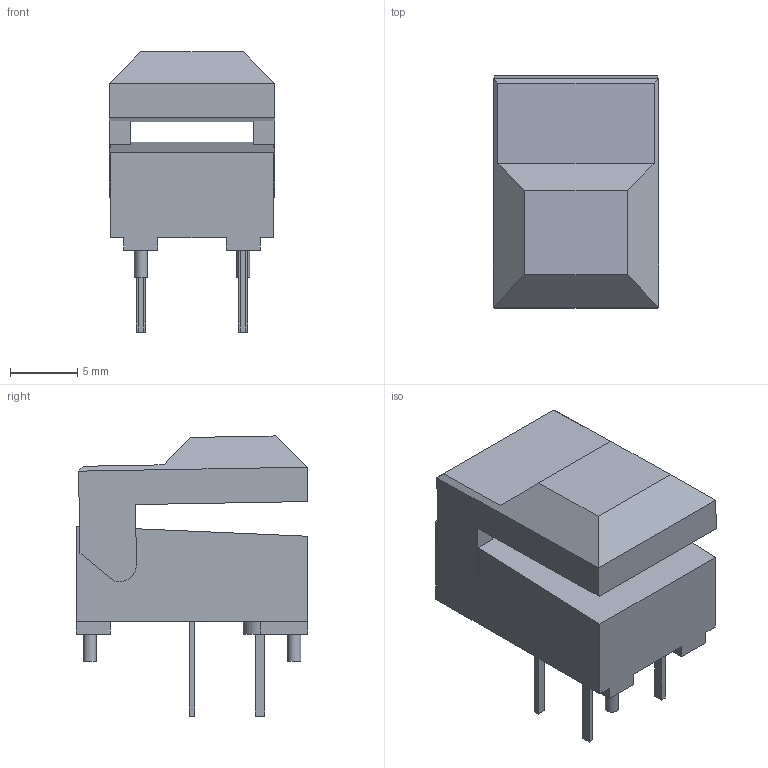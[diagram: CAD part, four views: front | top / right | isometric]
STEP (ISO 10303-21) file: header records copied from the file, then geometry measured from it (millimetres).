
FILE_DESCRIPTION(/* description */ ('STEP AP242','CAx-IF Rec.Pracs.---Representation and Presentation of Product Manufacturing Information (PMI)---4.0---2014-10-13','CAx-IF Rec.Pracs.---3D Tessellated Geometry---0.4---2014-09-14','2;1'),/* implementation_level */ '2;1');
FILE_NAME(/* name */ '62afceb7eca94603857824e8',/* time_stamp */ '2022-06-20T01:34:48+00:00',/* author */ (''),/* organization */ (''),/* preprocessor_version */ 'ST-DEVELOPER v18.102',/* originating_system */ ' ',/* authorisation */ ' ');
FILE_SCHEMA (('AP242_MANAGED_MODEL_BASED_3D_ENGINEERING_MIM_LF { 1 0 10303 442 1 1 4 }'));
Length unit declared in the file: metre
Products named in the file (2): Part 2; Part 1
Bounding box: 12.34 x 17.27 x 20.86 mm (x, y, z)
Volume: 2261.1 mm3; surface area: 1676.7 mm2
Topology: 2 solids, 2 shells, 76 faces, 196 edges, 130 vertices
Faces by surface type: plane 68, cylinder 8
Full cylindrical faces by diameter (mm): 0.991 x2
Entity records: 2459 total; most frequent: CARTESIAN_POINT 402, ORIENTED_EDGE 388, DIRECTION 366, EDGE_CURVE 194, LINE 178, VECTOR 178, VERTEX_POINT 130, AXIS2_PLACEMENT_3D 94
